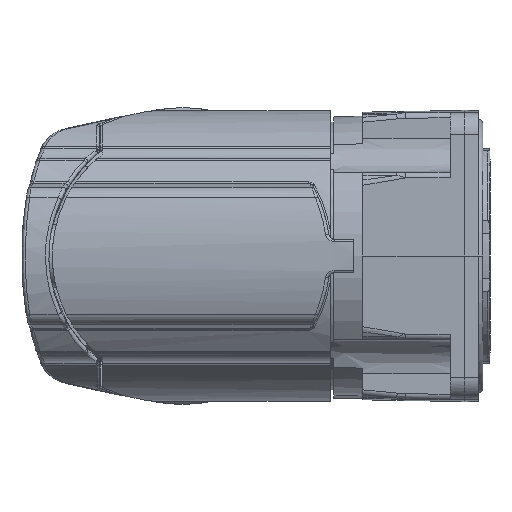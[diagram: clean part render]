
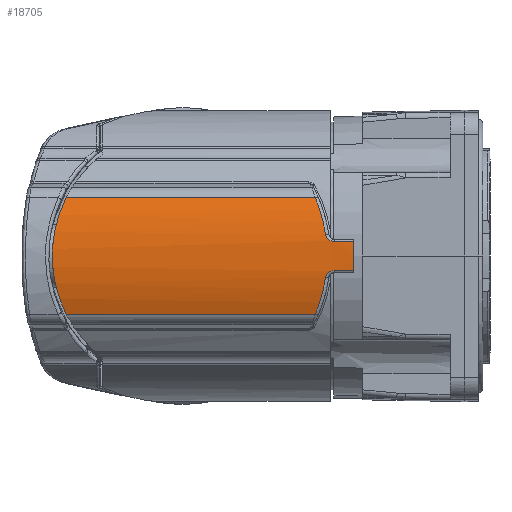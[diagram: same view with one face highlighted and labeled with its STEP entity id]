
A CAD part, left-side view. The second image highlights one B-rep face of the part: STEP entity #18705.
In plain terms, the highlighted cylindrical face has radius 15 mm (diameter 30 mm), a partial arc.
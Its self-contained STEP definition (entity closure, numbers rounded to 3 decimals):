
#979=CARTESIAN_POINT('',(-14.066,36.785,5.21));
#981=CARTESIAN_POINT('',(-14.066,36.785,5.21));
#982=CARTESIAN_POINT('',(-14.252,37.04,4.707));
#983=CARTESIAN_POINT('',(-14.565,37.461,3.691));
#984=CARTESIAN_POINT('',(-14.857,37.846,2.237));
#985=CARTESIAN_POINT('',(-15.011,38.046,0.702));
#986=CARTESIAN_POINT('',(-15.002,38.035,
-0.855));
#987=CARTESIAN_POINT('',(-14.838,37.821,-2.352));
#988=CARTESIAN_POINT('',(-14.545,37.433,-3.765));
#989=CARTESIAN_POINT('',(-14.243,37.027,-4.732));
#990=CARTESIAN_POINT('',(-14.066,36.785,-5.21));
#1758=CARTESIAN_POINT('',(-14.066,14.549,
-5.21));
#1770=DIRECTION('',(0.,-1.,0.));
#1771=VECTOR('',#1770,22.236);
#1772=CARTESIAN_POINT('',(-14.066,36.785,
-5.21));
#1773=LINE('',#1772,#1771);
#1779=CARTESIAN_POINT('',(-14.876,13.638,
-1.922));
#1803=DIRECTION('',(0.,1.,0.));
#1804=VECTOR('',#1803,1.697);
#1805=CARTESIAN_POINT('',(-14.942,11.15,-1.318));
#1806=LINE('',#1805,#1804);
#1807=CARTESIAN_POINT('',(-14.942,12.847,
-1.318));
#1808=CARTESIAN_POINT('',(-14.942,12.894,
-1.318));
#1809=CARTESIAN_POINT('',(-14.942,12.985,
-1.323));
#1810=CARTESIAN_POINT('',(-14.939,13.116,
-1.351));
#1811=CARTESIAN_POINT('',(-14.935,13.237,
-1.398));
#1812=CARTESIAN_POINT('',(-14.929,13.345,
-1.461));
#1813=CARTESIAN_POINT('',(-14.921,13.438,
-1.538));
#1814=CARTESIAN_POINT('',(-14.911,13.517,
-1.628));
#1815=CARTESIAN_POINT('',(-14.9,13.578,
-1.727));
#1816=CARTESIAN_POINT('',(-14.888,13.62,
-1.827));
#1817=CARTESIAN_POINT('',(-14.88,13.634,
-1.891));
#1818=CARTESIAN_POINT('',(-14.876,13.638,
-1.922));
#1820=CARTESIAN_POINT('',(-14.876,13.638,
-1.922));
#1821=CARTESIAN_POINT('',(-14.727,13.805,
-3.075));
#1822=CARTESIAN_POINT('',(-14.445,14.119,
-4.186));
#1823=CARTESIAN_POINT('',(-14.066,14.549,
-5.21));
#1825=DIRECTION('',(0.,-1.,0.));
#1826=VECTOR('',#1825,22.236);
#1827=CARTESIAN_POINT('',(-14.066,36.785,5.21));
#1828=LINE('',#1827,#1826);
#1829=CARTESIAN_POINT('',(-14.066,14.549,5.21));
#1830=CARTESIAN_POINT('',(-14.445,14.119,4.186));
#1831=CARTESIAN_POINT('',(-14.727,13.805,3.075));
#1832=CARTESIAN_POINT('',(-14.876,13.638,1.922));
#1834=CARTESIAN_POINT('',(-14.876,13.638,1.922));
#1835=CARTESIAN_POINT('',(-14.88,13.634,1.891));
#1836=CARTESIAN_POINT('',(-14.888,13.62,1.827));
#1837=CARTESIAN_POINT('',(-14.9,13.578,1.726));
#1838=CARTESIAN_POINT('',(-14.911,13.517,1.628));
#1839=CARTESIAN_POINT('',(-14.921,13.438,1.538));
#1840=CARTESIAN_POINT('',(-14.929,13.344,1.461));
#1841=CARTESIAN_POINT('',(-14.935,13.236,1.398));
#1842=CARTESIAN_POINT('',(-14.939,13.116,1.351));
#1843=CARTESIAN_POINT('',(-14.942,12.985,1.323));
#1844=CARTESIAN_POINT('',(-14.942,12.894,1.318));
#1845=CARTESIAN_POINT('',(-14.942,12.847,1.318));
#1847=DIRECTION('',(0.,-1.,0.));
#1848=VECTOR('',#1847,1.697);
#1849=CARTESIAN_POINT('',(-14.942,12.847,1.318));
#1850=LINE('',#1849,#1848);
#1869=CARTESIAN_POINT('',(0.,11.15,0.));
#1870=DIRECTION('',(0.,1.,0.));
#1871=DIRECTION('',(-0.996,0.,-0.088));
#1872=AXIS2_PLACEMENT_3D('',#1869,#1870,#1871);
#1874=CARTESIAN_POINT('',(0.,11.15,0.));
#1875=DIRECTION('',(0.,1.,0.));
#1876=DIRECTION('',(-1.,0.,0.));
#1877=AXIS2_PLACEMENT_3D('',#1874,#1875,#1876);
#13823=VERTEX_POINT('',#979);
#13824=VERTEX_POINT('',#990);
#13926=VERTEX_POINT('',#1758);
#13928=VERTEX_POINT('',#1779);
#13930=VERTEX_POINT('',#1807);
#13933=CARTESIAN_POINT('',(-14.942,11.15,-1.318));
#13934=VERTEX_POINT('',#13933);
#13935=CARTESIAN_POINT('',(-14.066,14.549,
5.21));
#13936=VERTEX_POINT('',#13935);
#13937=VERTEX_POINT('',#1832);
#13938=VERTEX_POINT('',#1845);
#13939=CARTESIAN_POINT('',(-14.942,11.15,1.318));
#13940=VERTEX_POINT('',#13939);
#13941=CARTESIAN_POINT('',(-15.,11.15,0.));
#13942=VERTEX_POINT('',#13941);
#18680=CARTESIAN_POINT('',(0.,12.95,0.));
#18681=DIRECTION('',(0.,-1.,0.));
#18682=DIRECTION('',(1.,0.,0.));
#18683=AXIS2_PLACEMENT_3D('',#18680,#18681,#18682);
#18684=CYLINDRICAL_SURFACE('',#18683,15.);
#18686=ORIENTED_EDGE('',*,*,#18685,.T.);
#18687=ORIENTED_EDGE('',*,*,#18659,.T.);
#18688=ORIENTED_EDGE('',*,*,#18556,.T.);
#18689=ORIENTED_EDGE('',*,*,#18443,.F.);
#18690=ORIENTED_EDGE('',*,*,#17219,.F.);
#18692=ORIENTED_EDGE('',*,*,#18691,.T.);
#18694=ORIENTED_EDGE('',*,*,#18693,.T.);
#18696=ORIENTED_EDGE('',*,*,#18695,.T.);
#18698=ORIENTED_EDGE('',*,*,#18697,.T.);
#18700=ORIENTED_EDGE('',*,*,#18699,.F.);
#18702=ORIENTED_EDGE('',*,*,#18701,.F.);
#18703=EDGE_LOOP('',(#18686,#18687,#18688,#18689,#18690,#18692,#18694,#18696,
#18698,#18700,#18702));
#18704=FACE_OUTER_BOUND('',#18703,.F.);
#991=B_SPLINE_CURVE_WITH_KNOTS('',3,(#981,#982,#983,#984,#985,#986,#987,#988,
#989,#990),.UNSPECIFIED.,.F.,.F.,(4,1,1,1,1,1,1,4),(0.,0.143,
0.286,0.429,0.571,0.714,
0.857,1.),.UNSPECIFIED.);
#1819=B_SPLINE_CURVE_WITH_KNOTS('',3,(#1807,#1808,#1809,#1810,#1811,#1812,#1813,
#1814,#1815,#1816,#1817,#1818),.UNSPECIFIED.,.F.,.F.,(4,1,1,1,1,1,1,1,1,4),
(0.,0.111,0.222,0.333,0.444,
0.556,0.667,0.778,0.889,1.),
.UNSPECIFIED.);
#1824=B_SPLINE_CURVE_WITH_KNOTS('',3,(#1820,#1821,#1822,#1823),.UNSPECIFIED.,
.F.,.F.,(4,4),(0.,1.),.UNSPECIFIED.);
#1833=B_SPLINE_CURVE_WITH_KNOTS('',3,(#1829,#1830,#1831,#1832),.UNSPECIFIED.,
.F.,.F.,(4,4),(0.,1.),.UNSPECIFIED.);
#1846=B_SPLINE_CURVE_WITH_KNOTS('',3,(#1834,#1835,#1836,#1837,#1838,#1839,#1840,
#1841,#1842,#1843,#1844,#1845),.UNSPECIFIED.,.F.,.F.,(4,1,1,1,1,1,1,1,1,4),
(0.,0.111,0.222,0.333,0.444,
0.556,0.667,0.778,0.889,1.),
.UNSPECIFIED.);
#1873=CIRCLE('',#1872,15.);
#1878=CIRCLE('',#1877,15.);
#17219=EDGE_CURVE('',#13823,#13824,#991,.T.);
#18443=EDGE_CURVE('',#13824,#13926,#1773,.T.);
#18556=EDGE_CURVE('',#13928,#13926,#1824,.T.);
#18659=EDGE_CURVE('',#13930,#13928,#1819,.T.);
#18685=EDGE_CURVE('',#13934,#13930,#1806,.T.);
#18691=EDGE_CURVE('',#13823,#13936,#1828,.T.);
#18693=EDGE_CURVE('',#13936,#13937,#1833,.T.);
#18695=EDGE_CURVE('',#13937,#13938,#1846,.T.);
#18697=EDGE_CURVE('',#13938,#13940,#1850,.T.);
#18699=EDGE_CURVE('',#13942,#13940,#1878,.T.);
#18701=EDGE_CURVE('',#13934,#13942,#1873,.T.);
#18705=ADVANCED_FACE('',(#18704),#18684,.T.);
